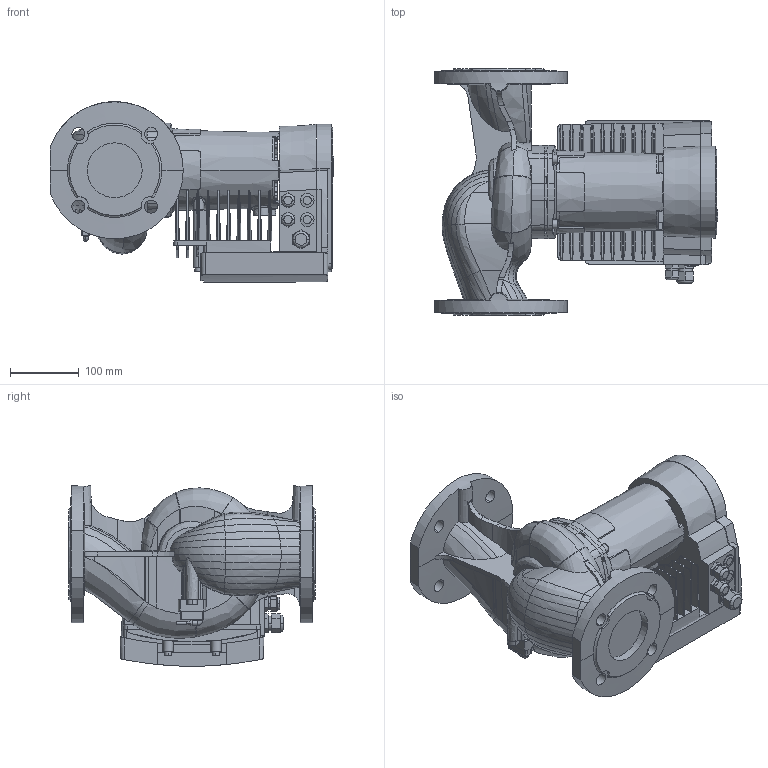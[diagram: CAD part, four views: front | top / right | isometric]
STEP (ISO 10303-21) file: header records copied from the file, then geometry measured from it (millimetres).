
FILE_DESCRIPTION (( 'STEP AP214' ), '1' );
FILE_NAME ('ModulA 80-12 360 RED PN6.STEP', '2014-07-15T11:18:40', ( '' ), ( '' ), 'SwSTEP 2.0', 'SolidWorks 2011', '' );
FILE_SCHEMA (( 'AUTOMOTIVE_DESIGN' ));
Length unit declared in the file: millimetre
Products named in the file (1): ModulA 80-12 360 RED PN6
Bounding box: 413.6 x 360 x 263.5 mm (x, y, z)
Volume: 12048450.9 mm3; surface area: 1081147.3 mm2
Topology: 12 solids, 12 shells, 1534 faces, 4091 edges, 2624 vertices
Faces by surface type: plane 519, bspline 507, cylinder 333, cone 133, torus 38, sphere 4
Entity records: 109905 total; most frequent: CARTESIAN_POINT 59423, ORIENTED_EDGE 8128, DIRECTION 5157, EDGE_CURVE 4064, VERTEX_POINT 2624, AXIS2_PLACEMENT_3D 1805, EDGE_LOOP 1628, B_SPLINE_CURVE_WITH_KNOTS 1564
